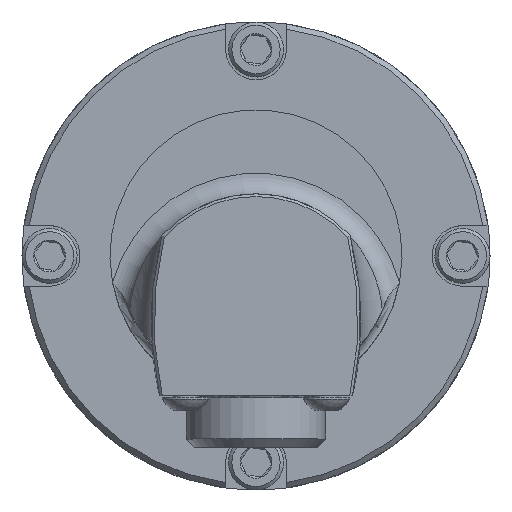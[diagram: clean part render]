
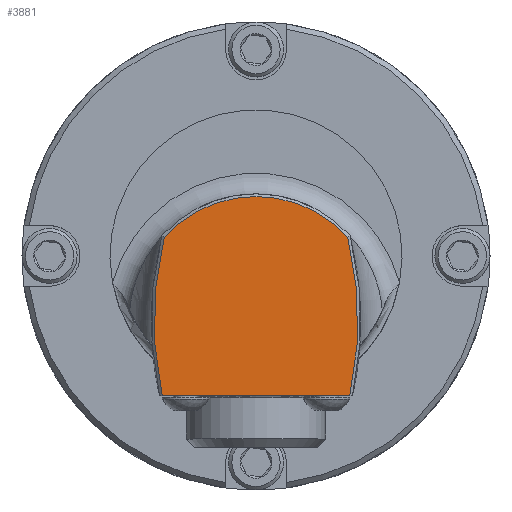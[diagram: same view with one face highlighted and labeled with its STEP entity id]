
A CAD part, top view. The second image highlights one B-rep face of the part: STEP entity #3881.
In plain terms, the highlighted planar face has unit normal (0, 0, 1).
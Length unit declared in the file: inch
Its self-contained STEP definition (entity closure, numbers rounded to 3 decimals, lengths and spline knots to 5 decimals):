
#123 = CIRCLE ( 'NONE', #264, 1.954 ) ;
#161 = EDGE_LOOP ( 'NONE', ( #4174, #3639, #1447, #3747 ) ) ;
#264 = AXIS2_PLACEMENT_3D ( 'NONE', #2773, #412, #3162 ) ;
#412 = DIRECTION ( 'NONE',  ( 0., 0., 1. ) ) ;
#500 = AXIS2_PLACEMENT_3D ( 'NONE', #1382, #3831, #1418 ) ;
#516 = EDGE_CURVE ( 'NONE', #3055, #4577, #4438, .T. ) ;
#550 = VECTOR ( 'NONE', #3786, 39.37008 ) ;
#638 = DIRECTION ( 'NONE',  ( 1., 0., 0. ) ) ;
#759 = AXIS2_PLACEMENT_3D ( 'NONE', #3295, #987, #3719 ) ;
#795 = AXIS2_PLACEMENT_3D ( 'NONE', #3780, #2982, #638 ) ;
#987 = DIRECTION ( 'NONE',  ( 0., 0., 1. ) ) ;
#1371 = FACE_OUTER_BOUND ( 'NONE', #161, .T. ) ;
#1382 = CARTESIAN_POINT ( 'NONE',  ( 1.375, -0.375, 4.906 ) ) ;
#1409 = CARTESIAN_POINT ( 'NONE',  ( -0.57978, -0.8, 4.906 ) ) ;
#1418 = DIRECTION ( 'NONE',  ( 1., 0., 0. ) ) ;
#1447 = ORIENTED_EDGE ( 'NONE', *, *, #516, .T. ) ;
#1749 = EDGE_CURVE ( 'NONE', #1803, #3055, #2810, .T. ) ;
#1803 = VERTEX_POINT ( 'NONE', #4981 ) ;
#2369 = EDGE_CURVE ( 'NONE', #4562, #4577, #2495, .T. ) ;
#2495 = LINE ( 'NONE', #1409, #550 ) ;
#2773 = CARTESIAN_POINT ( 'NONE',  ( -1.375, -0.375, 4.906 ) ) ;
#2810 = CIRCLE ( 'NONE', #759, 0.704 ) ;
#2982 = DIRECTION ( 'NONE',  ( 0., 0., 1. ) ) ;
#3055 = VERTEX_POINT ( 'NONE', #4051 ) ;
#3162 = DIRECTION ( 'NONE',  ( 1., 0., 0. ) ) ;
#3295 = CARTESIAN_POINT ( 'NONE',  ( 0., -0.375, 4.906 ) ) ;
#3639 = ORIENTED_EDGE ( 'NONE', *, *, #1749, .T. ) ;
#3719 = DIRECTION ( 'NONE',  ( 1., 0., 0. ) ) ;
#3747 = ORIENTED_EDGE ( 'NONE', *, *, #2369, .F. ) ;
#3780 = CARTESIAN_POINT ( 'NONE',  ( 0., -0.988, 4.906 ) ) ;
#3786 = DIRECTION ( 'NONE',  ( -1., 0., 0. ) ) ;
#3831 = DIRECTION ( 'NONE',  ( 0., 0., 1. ) ) ;
#3881 = ADVANCED_FACE ( 'NONE', ( #1371 ), #4619, .T. ) ;
#3894 = CARTESIAN_POINT ( 'NONE',  ( -0.53222, -0.8, 4.906 ) ) ;
#4051 = CARTESIAN_POINT ( 'NONE',  ( -0.52068, 0.09882, 4.906 ) ) ;
#4174 = ORIENTED_EDGE ( 'NONE', *, *, #5074, .T. ) ;
#4438 = CIRCLE ( 'NONE', #500, 1.954 ) ;
#4562 = VERTEX_POINT ( 'NONE', #5106 ) ;
#4577 = VERTEX_POINT ( 'NONE', #3894 ) ;
#4619 = PLANE ( 'NONE',  #795 ) ;
#4981 = CARTESIAN_POINT ( 'NONE',  ( 0.52068, 0.09882, 4.906 ) ) ;
#5074 = EDGE_CURVE ( 'NONE', #4562, #1803, #123, .T. ) ;
#5106 = CARTESIAN_POINT ( 'NONE',  ( 0.53222, -0.8, 4.906 ) ) ;
